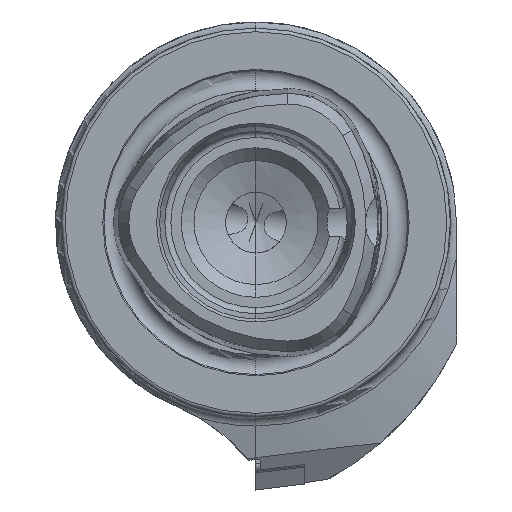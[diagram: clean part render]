
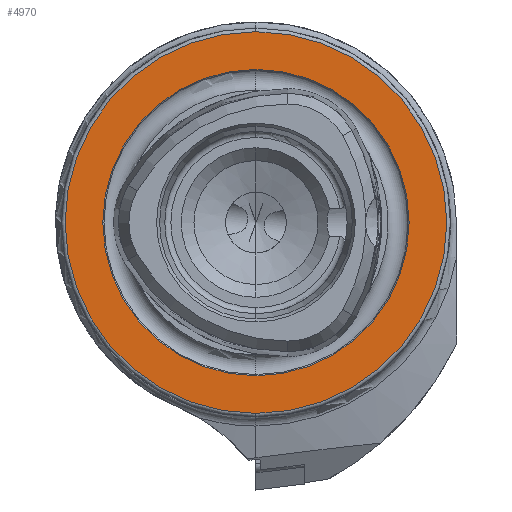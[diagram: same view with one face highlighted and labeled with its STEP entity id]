
A CAD part, left-side view. The second image highlights one B-rep face of the part: STEP entity #4970.
In plain terms, the highlighted planar face has unit normal (-1, 0, 0).
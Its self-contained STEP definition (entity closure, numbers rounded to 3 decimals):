
#231 = DIRECTION ( 'NONE',  ( -1., 0., 0. ) ) ;
#634 = CIRCLE ( 'NONE', #4632, 15.7 ) ;
#1121 = ORIENTED_EDGE ( 'NONE', *, *, #3875, .T. ) ;
#1348 = FACE_BOUND ( 'NONE', #11189, .T. ) ;
#1480 = FACE_OUTER_BOUND ( 'NONE', #8035, .T. ) ;
#1754 = CIRCLE ( 'NONE', #11346, 12.6 ) ;
#2211 = CARTESIAN_POINT ( 'NONE',  ( 0., 0., -15.7 ) ) ;
#2768 = DIRECTION ( 'NONE',  ( -1., 0., 0. ) ) ;
#2780 = CARTESIAN_POINT ( 'NONE',  ( 0., 0., 0. ) ) ;
#2849 = VERTEX_POINT ( 'NONE', #2211 ) ;
#2901 = AXIS2_PLACEMENT_3D ( 'NONE', #3803, #231, #11841 ) ;
#3137 = VERTEX_POINT ( 'NONE', #11029 ) ;
#3301 = CIRCLE ( 'NONE', #11721, 12.6 ) ;
#3803 = CARTESIAN_POINT ( 'NONE',  ( 0., 0., 0. ) ) ;
#3863 = DIRECTION ( 'NONE',  ( 0., 0., 1. ) ) ;
#3875 = EDGE_CURVE ( 'NONE', #9409, #2849, #7962, .T. ) ;
#3889 = DIRECTION ( 'NONE',  ( -1., 0., 0. ) ) ;
#3900 = CARTESIAN_POINT ( 'NONE',  ( 0., 0., 0. ) ) ;
#4632 = AXIS2_PLACEMENT_3D ( 'NONE', #11758, #11741, #11727 ) ;
#4924 = EDGE_CURVE ( 'NONE', #3137, #8725, #1754, .T. ) ;
#4970 = ADVANCED_FACE ( 'NONE', ( #1348, #1480 ), #11728, .F. ) ;
#5113 = ORIENTED_EDGE ( 'NONE', *, *, #6502, .T. ) ;
#5136 = CARTESIAN_POINT ( 'NONE',  ( 0., 0., 15.7 ) ) ;
#6107 = EDGE_CURVE ( 'NONE', #8725, #3137, #3301, .T. ) ;
#6502 = EDGE_CURVE ( 'NONE', #2849, #9409, #634, .T. ) ;
#7103 = ORIENTED_EDGE ( 'NONE', *, *, #4924, .F. ) ;
#7962 = CIRCLE ( 'NONE', #2901, 15.7 ) ;
#8035 = EDGE_LOOP ( 'NONE', ( #1121, #5113 ) ) ;
#8725 = VERTEX_POINT ( 'NONE', #9805 ) ;
#9409 = VERTEX_POINT ( 'NONE', #5136 ) ;
#9805 = CARTESIAN_POINT ( 'NONE',  ( 0., 0., 12.6 ) ) ;
#10282 = ORIENTED_EDGE ( 'NONE', *, *, #6107, .F. ) ;
#10806 = AXIS2_PLACEMENT_3D ( 'NONE', #11611, #11547, #11532 ) ;
#10924 = DIRECTION ( 'NONE',  ( 0., 0., 1. ) ) ;
#11029 = CARTESIAN_POINT ( 'NONE',  ( 0., 0., -12.6 ) ) ;
#11189 = EDGE_LOOP ( 'NONE', ( #10282, #7103 ) ) ;
#11346 = AXIS2_PLACEMENT_3D ( 'NONE', #2780, #2768, #10924 ) ;
#11532 = DIRECTION ( 'NONE',  ( 0., 0., -1. ) ) ;
#11547 = DIRECTION ( 'NONE',  ( 1., 0., 0. ) ) ;
#11611 = CARTESIAN_POINT ( 'NONE',  ( 0., 12.6, 0. ) ) ;
#11721 = AXIS2_PLACEMENT_3D ( 'NONE', #3900, #3889, #3863 ) ;
#11727 = DIRECTION ( 'NONE',  ( 0., 0., 1. ) ) ;
#11728 = PLANE ( 'NONE',  #10806 ) ;
#11741 = DIRECTION ( 'NONE',  ( -1., 0., 0. ) ) ;
#11758 = CARTESIAN_POINT ( 'NONE',  ( 0., 0., 0. ) ) ;
#11841 = DIRECTION ( 'NONE',  ( 0., 0., 1. ) ) ;
